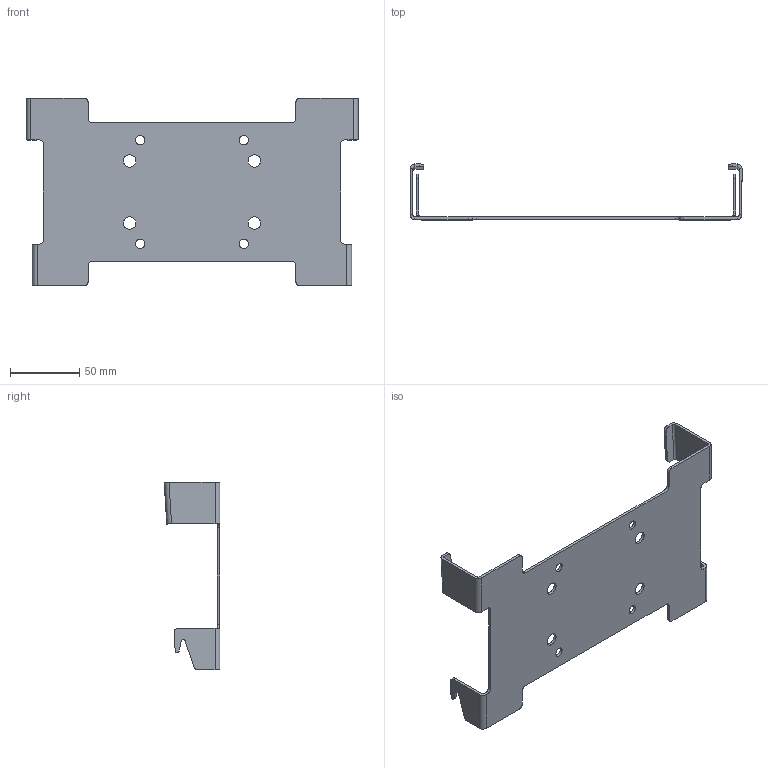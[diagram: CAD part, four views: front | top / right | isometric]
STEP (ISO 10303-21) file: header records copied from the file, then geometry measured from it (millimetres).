
FILE_DESCRIPTION (( 'STEP AP214' ), '1' );
FILE_NAME ('LINK TEACH PENDANT MOUNTING BRACKET_LITE.STEP', '2022-06-14T14:19:12', ( '' ), ( '' ), 'SwSTEP 2.0', 'SolidWorks 2022', '' );
FILE_SCHEMA (( 'AUTOMOTIVE_DESIGN' ));
Length unit declared in the file: foot
Products named in the file (1): LINK TEACH PENDANT MOUNTING BRACKET_LITE
Bounding box: 240 x 40.26 x 135.5 mm (x, y, z)
Volume: 57236.3 mm3; surface area: 59905.6 mm2
Topology: 1 solids, 1 shells, 115 faces, 291 edges, 178 vertices
Faces by surface type: plane 62, cylinder 53
Entity records: 4994 total; most frequent: DIRECTION 629, CARTESIAN_POINT 585, ORIENTED_EDGE 582, EDGE_CURVE 291, AXIS2_PLACEMENT_3D 222, LINE 185, VECTOR 185, VERTEX_POINT 178
